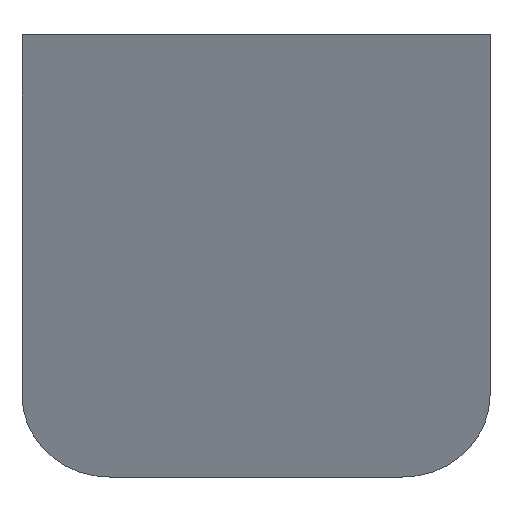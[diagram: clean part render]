
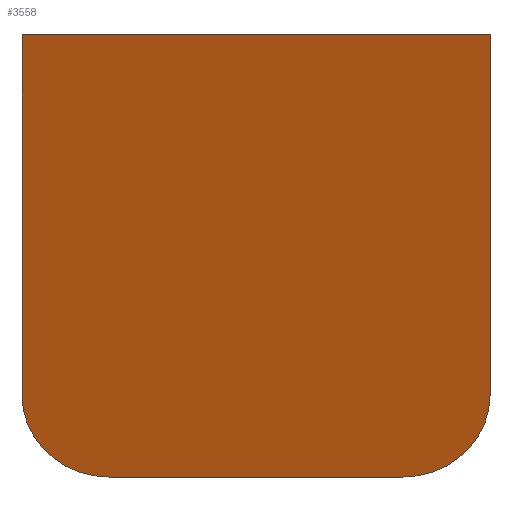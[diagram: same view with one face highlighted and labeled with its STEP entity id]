
A CAD part, front view. The second image highlights one B-rep face of the part: STEP entity #3558.
In plain terms, the highlighted planar face has unit normal (0, -0.94, -0.342).
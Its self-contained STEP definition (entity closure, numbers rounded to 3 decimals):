
#218=PLANE('',#3757);
#271=FACE_OUTER_BOUND('',#452,.T.);
#452=EDGE_LOOP('',(#2423,#2424,#2425,#2426,#2427,#2428));
#800=LINE('',#5335,#1045);
#806=LINE('',#5354,#1051);
#810=LINE('',#5363,#1055);
#811=LINE('',#5364,#1056);
#1045=VECTOR('',#4203,10.);
#1051=VECTOR('',#4221,10.);
#1055=VECTOR('',#4229,10.);
#1056=VECTOR('',#4230,10.);
#1284=CIRCLE('',#3747,10.);
#1288=CIRCLE('',#3754,10.);
#1536=VERTEX_POINT('',#5318);
#1537=VERTEX_POINT('',#5319);
#1543=VERTEX_POINT('',#5333);
#1548=VERTEX_POINT('',#5347);
#1549=VERTEX_POINT('',#5349);
#1550=VERTEX_POINT('',#5353);
#1876=EDGE_CURVE('',#1536,#1537,#1284,.T.);
#1884=EDGE_CURVE('',#1536,#1543,#800,.T.);
#1891=EDGE_CURVE('',#1548,#1549,#1288,.T.);
#1893=EDGE_CURVE('',#1550,#1549,#806,.T.);
#1898=EDGE_CURVE('',#1543,#1550,#810,.T.);
#1899=EDGE_CURVE('',#1537,#1548,#811,.T.);
#2423=ORIENTED_EDGE('',*,*,#1876,.F.);
#2424=ORIENTED_EDGE('',*,*,#1884,.T.);
#2425=ORIENTED_EDGE('',*,*,#1898,.T.);
#2426=ORIENTED_EDGE('',*,*,#1893,.T.);
#2427=ORIENTED_EDGE('',*,*,#1891,.F.);
#2428=ORIENTED_EDGE('',*,*,#1899,.F.);
#3558=ADVANCED_FACE('',(#271),#218,.T.);
#3747=AXIS2_PLACEMENT_3D('',#5320,#4191,#4192);
#3754=AXIS2_PLACEMENT_3D('',#5350,#4216,#4217);
#3757=AXIS2_PLACEMENT_3D('',#5362,#4227,#4228);
#4191=DIRECTION('center_axis',(0.,0.94,0.342));
#4192=DIRECTION('ref_axis',(0.707,0.242,-0.664));
#4203=DIRECTION('',(0.,-0.342,0.94));
#4216=DIRECTION('center_axis',(0.,0.94,0.342));
#4217=DIRECTION('ref_axis',(-0.707,0.242,-0.664));
#4221=DIRECTION('',(0.,0.342,-0.94));
#4227=DIRECTION('center_axis',(0.,-0.94,-0.342));
#4228=DIRECTION('ref_axis',(0.,-0.342,0.94));
#4229=DIRECTION('',(-1.,0.,0.));
#4230=DIRECTION('',(-1.,0.,0.));
#5318=CARTESIAN_POINT('',(0.,1.901,-41.346));
#5319=CARTESIAN_POINT('',(-10.,5.321,-50.743));
#5320=CARTESIAN_POINT('Origin',(-10.,1.901,-41.346));
#5333=CARTESIAN_POINT('',(0.,-13.148,0.));
#5335=CARTESIAN_POINT('',(0.,5.321,-50.743));
#5347=CARTESIAN_POINT('',(-43.72,5.321,-50.743));
#5349=CARTESIAN_POINT('',(-53.72,1.901,-41.346));
#5350=CARTESIAN_POINT('Origin',(-43.72,1.901,-41.346));
#5353=CARTESIAN_POINT('',(-53.72,-13.148,0.));
#5354=CARTESIAN_POINT('',(-53.72,0.841,-38.435));
#5362=CARTESIAN_POINT('Origin',(0.,5.321,-50.743));
#5363=CARTESIAN_POINT('',(0.,-13.148,0.));
#5364=CARTESIAN_POINT('',(0.,5.321,-50.743));
